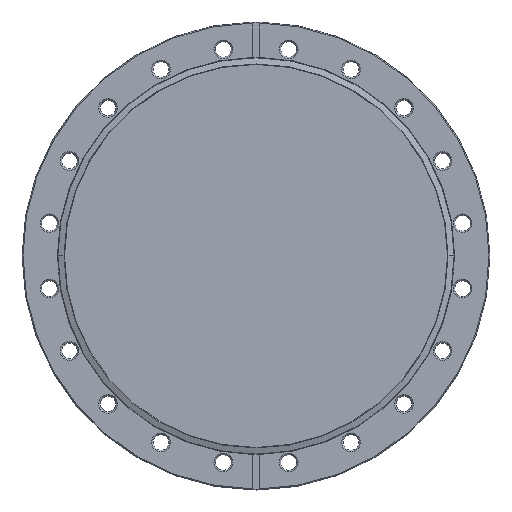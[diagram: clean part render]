
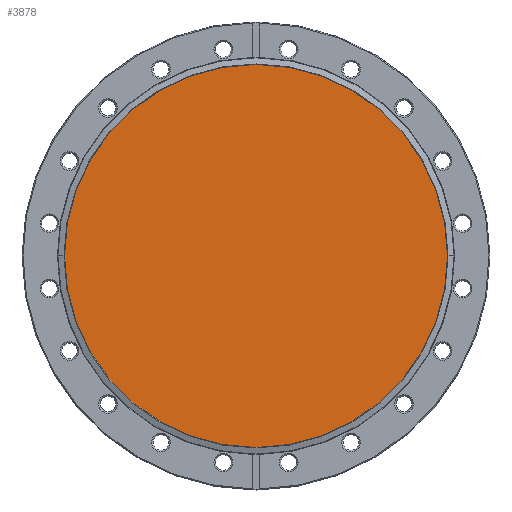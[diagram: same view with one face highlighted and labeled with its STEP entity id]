
A CAD part, top view. The second image highlights one B-rep face of the part: STEP entity #3878.
In plain terms, the highlighted planar face has unit normal (0, 0, 1).
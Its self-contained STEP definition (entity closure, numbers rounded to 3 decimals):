
#18 = CARTESIAN_POINT ( 'NONE',  ( -82.832, 0., -0.6 ) ) ;
#382 = VERTEX_POINT ( 'NONE', #18 ) ;
#497 = EDGE_CURVE ( 'NONE', #382, #4547, #999, .T. ) ;
#542 = DIRECTION ( 'NONE',  ( 0., 0., 1. ) ) ;
#621 = ORIENTED_EDGE ( 'NONE', *, *, #497, .T. ) ;
#999 = CIRCLE ( 'NONE', #3729, 82.832 ) ;
#1262 = AXIS2_PLACEMENT_3D ( 'NONE', #3261, #4918, #2447 ) ;
#2089 = AXIS2_PLACEMENT_3D ( 'NONE', #2977, #542, #3402 ) ;
#2176 = DIRECTION ( 'NONE',  ( 1., 0., 0. ) ) ;
#2447 = DIRECTION ( 'NONE',  ( -1., 0., 0. ) ) ;
#2977 = CARTESIAN_POINT ( 'NONE',  ( 0., 0., -0.6 ) ) ;
#3261 = CARTESIAN_POINT ( 'NONE',  ( 0., 82.832, -0.6 ) ) ;
#3402 = DIRECTION ( 'NONE',  ( 1., 0., 0. ) ) ;
#3454 = CIRCLE ( 'NONE', #2089, 82.832 ) ;
#3577 = FACE_OUTER_BOUND ( 'NONE', #4838, .T. ) ;
#3729 = AXIS2_PLACEMENT_3D ( 'NONE', #4692, #4797, #2176 ) ;
#3878 = ADVANCED_FACE ( 'NONE', ( #3577 ), #4504, .F. ) ;
#4147 = ORIENTED_EDGE ( 'NONE', *, *, #4806, .T. ) ;
#4504 = PLANE ( 'NONE',  #1262 ) ;
#4547 = VERTEX_POINT ( 'NONE', #5244 ) ;
#4692 = CARTESIAN_POINT ( 'NONE',  ( 0., 0., -0.6 ) ) ;
#4797 = DIRECTION ( 'NONE',  ( 0., 0., 1. ) ) ;
#4806 = EDGE_CURVE ( 'NONE', #4547, #382, #3454, .T. ) ;
#4838 = EDGE_LOOP ( 'NONE', ( #4147, #621 ) ) ;
#4918 = DIRECTION ( 'NONE',  ( 0., 0., -1. ) ) ;
#5244 = CARTESIAN_POINT ( 'NONE',  ( 82.832, 0., -0.6 ) ) ;
